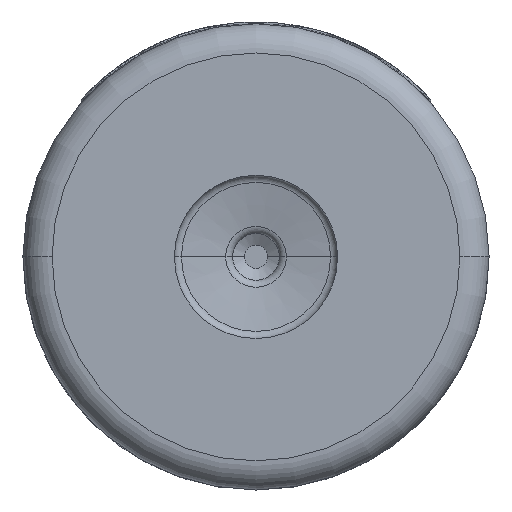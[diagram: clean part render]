
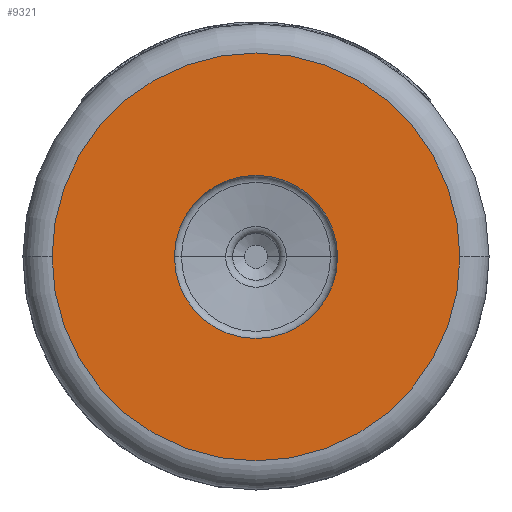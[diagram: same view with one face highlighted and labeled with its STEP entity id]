
A CAD part, front view. The second image highlights one B-rep face of the part: STEP entity #9321.
In plain terms, the highlighted planar face has unit normal (0, -1, 0).
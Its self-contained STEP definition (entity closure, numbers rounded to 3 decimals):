
#1479=CARTESIAN_POINT('',(0.,-4.,0.));
#1480=DIRECTION('',(0.,-1.,0.));
#1481=DIRECTION('',(-1.,0.,0.));
#1482=AXIS2_PLACEMENT_3D('',#1479,#1480,#1481);
#1494=CARTESIAN_POINT('',(0.,-4.,0.));
#1495=DIRECTION('',(0.,-1.,0.));
#1496=DIRECTION('',(-1.,0.,0.));
#1497=AXIS2_PLACEMENT_3D('',#1494,#1495,#1496);
#1499=CARTESIAN_POINT('',(0.,-4.,0.));
#1500=DIRECTION('',(0.,-1.,0.));
#1501=DIRECTION('',(1.,0.,0.));
#1502=AXIS2_PLACEMENT_3D('',#1499,#1500,#1501);
#1504=CARTESIAN_POINT('',(0.,-4.,0.));
#1505=DIRECTION('',(0.,-1.,0.));
#1506=DIRECTION('',(1.,0.,0.));
#1507=AXIS2_PLACEMENT_3D('',#1504,#1505,#1506);
#7473=CARTESIAN_POINT('',(-1.4,-4.,0.));
#7474=CARTESIAN_POINT('',(1.4,-4.,0.));
#7475=VERTEX_POINT('',#7473);
#7476=VERTEX_POINT('',#7474);
#7477=CARTESIAN_POINT('',(3.5,-4.,0.));
#7478=CARTESIAN_POINT('',(-3.5,-4.,0.));
#7479=VERTEX_POINT('',#7477);
#7480=VERTEX_POINT('',#7478);
#9305=CARTESIAN_POINT('',(0.,-4.,0.));
#9306=DIRECTION('',(0.,1.,0.));
#9307=DIRECTION('',(1.,0.,0.));
#9308=AXIS2_PLACEMENT_3D('',#9305,#9306,#9307);
#9309=PLANE('',#9308);
#9311=ORIENTED_EDGE('',*,*,#9310,.F.);
#9312=ORIENTED_EDGE('',*,*,#9295,.F.);
#9313=EDGE_LOOP('',(#9311,#9312));
#9314=FACE_OUTER_BOUND('',#9313,.F.);
#9316=ORIENTED_EDGE('',*,*,#9315,.T.);
#9318=ORIENTED_EDGE('',*,*,#9317,.T.);
#9319=EDGE_LOOP('',(#9316,#9318));
#9320=FACE_BOUND('',#9319,.F.);
#9321=ADVANCED_FACE('',(#9314,#9320),#9309,.F.);
#1483=CIRCLE('',#1482,3.5);
#1498=CIRCLE('',#1497,1.4);
#1503=CIRCLE('',#1502,1.4);
#1508=CIRCLE('',#1507,3.5);
#9295=EDGE_CURVE('',#7480,#7479,#1483,.T.);
#9310=EDGE_CURVE('',#7479,#7480,#1508,.T.);
#9315=EDGE_CURVE('',#7475,#7476,#1498,.T.);
#9317=EDGE_CURVE('',#7476,#7475,#1503,.T.);
